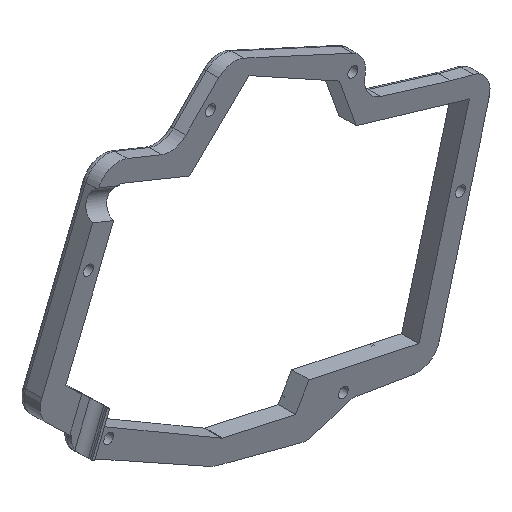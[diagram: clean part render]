
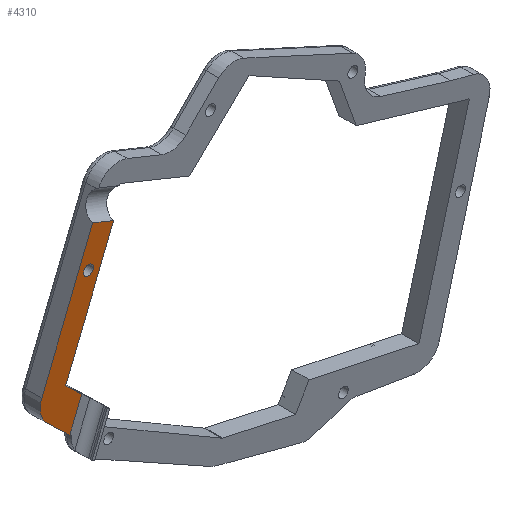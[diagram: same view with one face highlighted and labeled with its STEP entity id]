
A CAD part, isometric view. The second image highlights one B-rep face of the part: STEP entity #4310.
In plain terms, the highlighted planar face has unit normal (0, -1, 0).
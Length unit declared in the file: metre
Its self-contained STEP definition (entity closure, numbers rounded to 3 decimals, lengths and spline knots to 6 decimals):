
#162=CIRCLE('',#4604,0.002);
#163=CIRCLE('',#4605,0.009);
#563=ORIENTED_EDGE('',*,*,#1848,.T.);
#564=ORIENTED_EDGE('',*,*,#1841,.T.);
#565=ORIENTED_EDGE('',*,*,#1849,.F.);
#566=ORIENTED_EDGE('',*,*,#1813,.T.);
#567=ORIENTED_EDGE('',*,*,#1821,.T.);
#568=ORIENTED_EDGE('',*,*,#1823,.T.);
#569=ORIENTED_EDGE('',*,*,#1825,.T.);
#570=ORIENTED_EDGE('',*,*,#1850,.F.);
#571=ORIENTED_EDGE('',*,*,#1832,.T.);
#572=ORIENTED_EDGE('',*,*,#1851,.F.);
#1813=EDGE_CURVE('',#2459,#2458,#2836,.T.);
#1821=EDGE_CURVE('',#2458,#2466,#2840,.T.);
#1823=EDGE_CURVE('',#2466,#2467,#2842,.T.);
#1825=EDGE_CURVE('',#2467,#2468,#2844,.T.);
#1832=EDGE_CURVE('',#2474,#2472,#2849,.T.);
#1841=EDGE_CURVE('',#2483,#2482,#2855,.T.);
#1848=EDGE_CURVE('',#2488,#2488,#162,.F.);
#1849=EDGE_CURVE('',#2459,#2482,#2862,.F.);
#1850=EDGE_CURVE('',#2474,#2468,#2863,.T.);
#1851=EDGE_CURVE('',#2483,#2472,#163,.F.);
#2458=VERTEX_POINT('',#6328);
#2459=VERTEX_POINT('',#6330);
#2466=VERTEX_POINT('',#6346);
#2467=VERTEX_POINT('',#6350);
#2468=VERTEX_POINT('',#6354);
#2472=VERTEX_POINT('',#6366);
#2474=VERTEX_POINT('',#6369);
#2482=VERTEX_POINT('',#6386);
#2483=VERTEX_POINT('',#6388);
#2488=VERTEX_POINT('',#6402);
#2836=LINE('',#6329,#3283);
#2840=LINE('',#6345,#3287);
#2842=LINE('',#6349,#3289);
#2844=LINE('',#6353,#3291);
#2849=LINE('',#6368,#3296);
#2855=LINE('',#6387,#3302);
#2862=LINE('',#6403,#3309);
#2863=LINE('',#6404,#3310);
#3283=VECTOR('',#5030,1.);
#3287=VECTOR('',#5044,1.);
#3289=VECTOR('',#5048,1.);
#3291=VECTOR('',#5052,1.);
#3296=VECTOR('',#5065,1.);
#3302=VECTOR('',#5079,1.);
#3309=VECTOR('',#5092,1.);
#3310=VECTOR('',#5093,1.);
#3637=EDGE_LOOP('',(#563));
#3638=EDGE_LOOP('',(#564,#565,#566,#567,#568,#569,#570,#571,#572));
#3905=FACE_BOUND('',#3637,.T.);
#3906=FACE_BOUND('',#3638,.T.);
#4170=PLANE('',#4603);
#4310=ADVANCED_FACE('',(#3905,#3906),#4170,.F.);
#4603=AXIS2_PLACEMENT_3D('',#6400,#5088,#5089);
#4604=AXIS2_PLACEMENT_3D('',#6401,#5090,#5091);
#4605=AXIS2_PLACEMENT_3D('',#6405,#5094,#5095);
#5030=DIRECTION('',(-0.725,0.,0.689));
#5044=DIRECTION('',(-0.725,0.,0.689));
#5048=DIRECTION('',(0.373,0.,0.928));
#5052=DIRECTION('',(0.374,0.,0.928));
#5065=DIRECTION('',(-0.375,0.,-0.927));
#5079=DIRECTION('',(0.724,0.,-0.69));
#5088=DIRECTION('',(0.,1.,0.));
#5089=DIRECTION('',(-1.,0.,0.));
#5090=DIRECTION('',(0.,-1.,0.));
#5091=DIRECTION('',(-1.,0.,0.));
#5092=DIRECTION('',(0.375,0.,0.927));
#5093=DIRECTION('',(0.927,0.,-0.375));
#5094=DIRECTION('',(0.,-1.,0.));
#5095=DIRECTION('',(-1.,0.,0.));
#6328=CARTESIAN_POINT('',(-0.192602,0.00521,0.083104));
#6329=CARTESIAN_POINT('',(-0.183966,0.00521,0.074897));
#6330=CARTESIAN_POINT('',(-0.186669,0.00521,0.077465));
#6345=CARTESIAN_POINT('',(-0.192871,0.00521,0.08336));
#6346=CARTESIAN_POINT('',(-0.19314,0.00521,0.083616));
#6349=CARTESIAN_POINT('',(-0.193002,0.00521,0.083961));
#6350=CARTESIAN_POINT('',(-0.192863,0.00521,0.084305));
#6353=CARTESIAN_POINT('',(-0.181486,0.00521,0.11255));
#6354=CARTESIAN_POINT('',(-0.173783,0.00521,0.131672));
#6366=CARTESIAN_POINT('',(-0.202771,0.00521,0.084185));
#6368=CARTESIAN_POINT('',(-0.191762,0.00521,0.111434));
#6369=CARTESIAN_POINT('',(-0.18221,0.00521,0.135077));
#6386=CARTESIAN_POINT('',(-0.191473,0.00521,0.065574));
#6387=CARTESIAN_POINT('',(-0.195716,0.00521,0.069614));
#6388=CARTESIAN_POINT('',(-0.200633,0.00521,0.074295));
#6400=CARTESIAN_POINT('',(-0.11174,0.00521,0.088667));
#6401=CARTESIAN_POINT('',(-0.183911,0.00521,0.119387));
#6402=CARTESIAN_POINT('',(-0.185911,0.00521,0.119387));
#6403=CARTESIAN_POINT('',(-0.195335,0.00521,0.056015));
#6404=CARTESIAN_POINT('',(-0.184985,0.00521,0.136198));
#6405=CARTESIAN_POINT('',(-0.194427,0.00521,0.080813));
